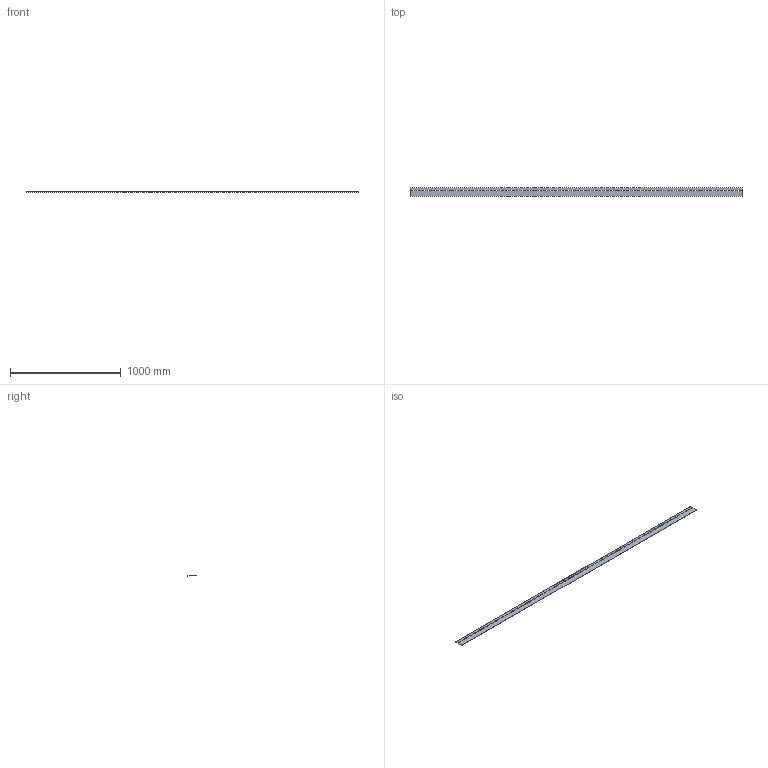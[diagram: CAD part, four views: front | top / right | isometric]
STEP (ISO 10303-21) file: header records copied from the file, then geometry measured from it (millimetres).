
FILE_DESCRIPTION (( 'STEP AP214' ), '1' );
FILE_NAME ('6049241.stp', '2019-12-10T12:48:03', ( '' ), ( '' ), 'SwSTEP 2.0', 'SolidWorks 2018', '' );
FILE_SCHEMA (( 'AUTOMOTIVE_DESIGN' ));
Length unit declared in the file: millimetre
Products named in the file (1): 6049241
Bounding box: 3000 x 78 x 7 mm (x, y, z)
Volume: 361832.9 mm3; surface area: 497968 mm2
Topology: 1 solids, 1 shells, 312 faces, 930 edges, 620 vertices
Faces by surface type: cylinder 180, plane 132
Entity records: 10910 total; most frequent: DIRECTION 1916, CARTESIAN_POINT 1863, ORIENTED_EDGE 1860, EDGE_CURVE 930, AXIS2_PLACEMENT_3D 673, VERTEX_POINT 620, VECTOR 570, LINE 570
